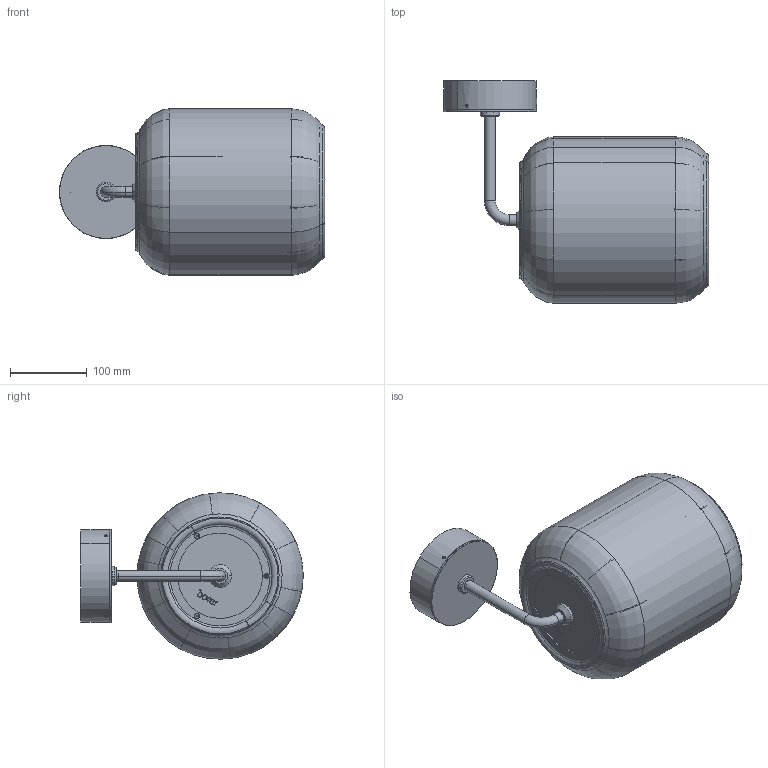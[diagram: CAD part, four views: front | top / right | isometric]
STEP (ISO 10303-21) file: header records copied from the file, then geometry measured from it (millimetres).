
FILE_DESCRIPTION (( 'STEP AP203' ), '1' );
FILE_NAME ('NANS TUBULAR A-02 309010yyxxx.STEP', '2021-07-14T11:19:23', ( '' ), ( '' ), 'SwSTEP 2.0', 'SolidWorks 2019', '' );
FILE_SCHEMA (( 'CONFIG_CONTROL_DESIGN' ));
Length unit declared in the file: millimetre
Products named in the file (14): 000-309-042; 000-309-006; 000-309-017; 000-309-061; NANS TUBULAR A-02 309010yyxxx; 000-D7991-38 A2; 000-D914-46 A2; 000-essentra 19426; 000-338-160; 000-309-041; 000-PANEL PCB LED PLAFON APLIQUE ; 000-309-016; 000-309-046; 000-D965-34_D965-36-A2
Assembly tree (19 placements, depth 3):
  NANS TUBULAR A-02 309010yyxxx
    000-338-160
    000-309-061
    000-D914-46 A2  x3
    000-essentra 19426
    000-309-016
    000-PANEL PCB LED PLAFON APLIQUE 
      000-309-046
      000-D7991-38 A2  x4
      000-309-041
      000-309-017
      000-D965-34_D965-36-A2  x2
      000-309-042
    000-309-006
Bounding box: 344.47 x 289.11 x 216.21 mm (x, y, z)
Volume: 272667.6 mm3; surface area: 621330.2 mm2
Topology: 19 solids, 32 shells, 1002 faces, 2288 edges, 1366 vertices
Faces by surface type: plane 257, cylinder 251, torus 191, cone 163, bspline 118, sphere 22
Entity records: 32125 total; most frequent: CARTESIAN_POINT 10965, DIRECTION 4244, ORIENTED_EDGE 3988, EDGE_CURVE 1994, AXIS2_PLACEMENT_3D 1821, VERTEX_POINT 1204, CIRCLE 1037, EDGE_LOOP 986
